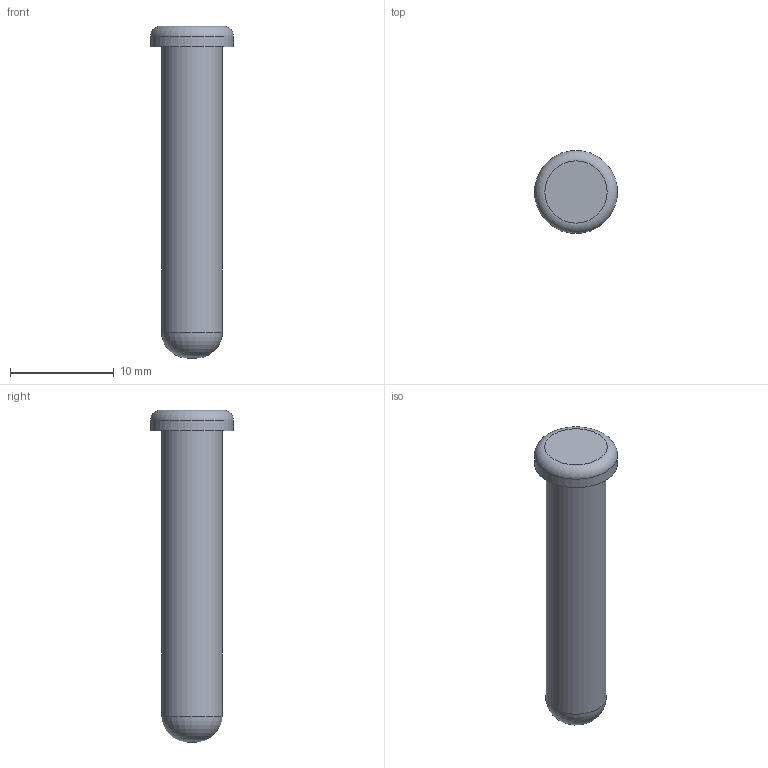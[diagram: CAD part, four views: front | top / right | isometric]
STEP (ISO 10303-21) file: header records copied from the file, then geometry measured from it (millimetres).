
FILE_DESCRIPTION(('HOOPS Exchange Step'),'2;1');
FILE_NAME('temp_export','2021-03-09T15:26:46-06:00',('mobile'),('Shapr3D Limited'),'HOOPS Exchange 2020.2','Shapr3D','Authorized');
FILE_SCHEMA( ('AP203_CONFIGURATION_CONTROLLED_3D_DESIGN_OF_MECHANICAL_PARTS_AND_ASSEMBLIES_MIM_LF') );
Length unit declared in the file: millimetre
Products named in the file (1): 133E34D3-3463-4D28-9F38-958A9C9A1818.tmp
Bounding box: 8 x 8 x 32 mm (x, y, z)
Volume: 885.7 mm3; surface area: 723.8 mm2
Topology: 2 solids, 2 shells, 10 faces, 18 edges, 13 vertices
Faces by surface type: plane 5, cylinder 3, torus 2
Full cylindrical faces by diameter (mm): 5.864 x2, 8 x1
Entity records: 284 total; most frequent: DIRECTION 55, CARTESIAN_POINT 42, ORIENTED_EDGE 36, AXIS2_PLACEMENT_3D 26, EDGE_CURVE 18, CIRCLE 15, VERTEX_POINT 13, EDGE_LOOP 11
